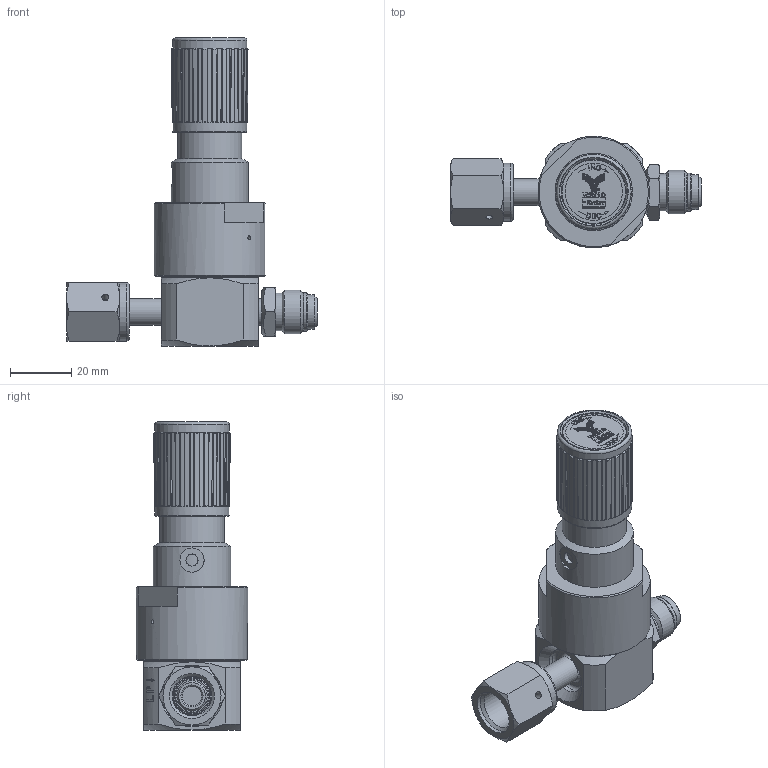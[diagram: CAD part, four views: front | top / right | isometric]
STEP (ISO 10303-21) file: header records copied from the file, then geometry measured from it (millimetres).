
FILE_DESCRIPTION(/* description */ (''),/* implementation_level */ '2;1');
FILE_NAME(/* name */ 'SQ2MICRO302PFSMF.stp',/* time_stamp */ '2018-03-27T16:51:09+05:00',/* author */ ('PV00476129'),/* organization */ (''),/* preprocessor_version */ 'ST-DEVELOPER v16.5',/* originating_system */ 'Autodesk Inventor 2017',/* authorisation */ '');
FILE_SCHEMA (('AUTOMOTIVE_DESIGN { 1 0 10303 214 3 1 1 }'));
Length unit declared in the file: inch
Products named in the file (1): SQ2MICRO302PFSMF
Bounding box: 82.25 x 36.52 x 100.99 mm (x, y, z)
Volume: 76188.5 mm3; surface area: 19130.8 mm2
Topology: 1 solids, 1 shells, 1196 faces, 3161 edges, 2078 vertices
Faces by surface type: plane 808, cylinder 210, cone 144, bspline 23, torus 11
Full cylindrical faces by diameter (mm): 0.681 x1, 0.737 x1, 1.194 x2, 2.286 x2, 3.962 x5, 6.375 x2, 7.925 x1, 8.611 x2, 8.788 x2, 9.119 x1, 9.169 x1, 11.379 x2, 12.319 x1, 12.573 x2, 12.929 x1, 14.287 x1, 14.732 x1, 15.24 x2, 19.05 x1, 20.828 x1, 21.082 x1, 21.336 x1, 24.384 x2, 25.4 x1, 36.576 x1
Entity records: 38428 total; most frequent: CARTESIAN_POINT 8601, ORIENTED_EDGE 6130, DIRECTION 5851, EDGE_CURVE 3065, LINE 2279, VECTOR 2279, VERTEX_POINT 2057, AXIS2_PLACEMENT_3D 1786
